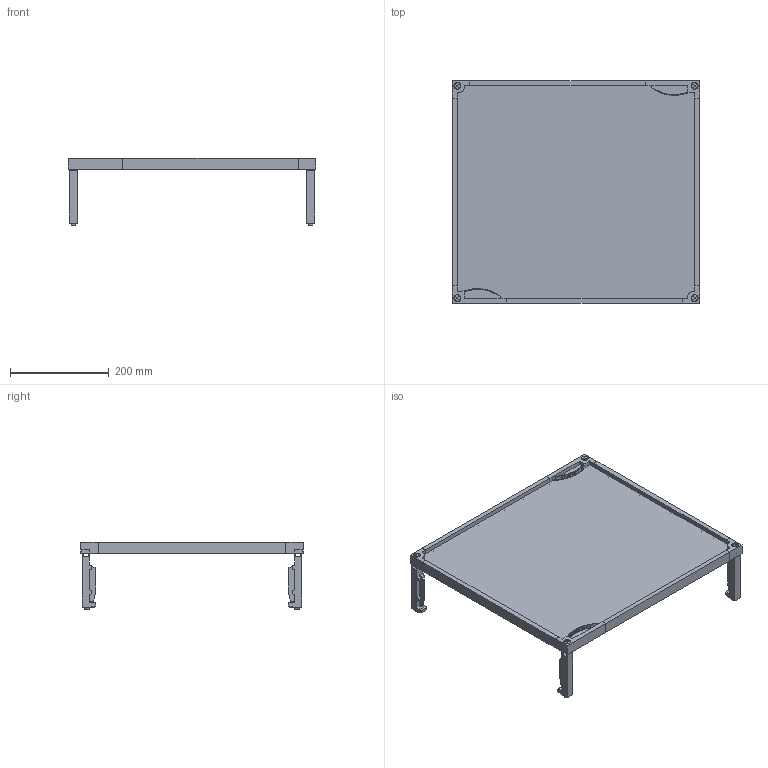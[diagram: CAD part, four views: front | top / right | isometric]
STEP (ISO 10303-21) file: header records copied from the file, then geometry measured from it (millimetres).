
FILE_DESCRIPTION(('STEP AP214'),'1');
FILE_NAME('cctmp_74794AEE-413F-47E8-B946-2C34634F0072_2023_07_22_14_13_49_0765..stp','2023-07-22T12:13:50',('SIEMENS A&D'),('CADClick - www.CADClick.com'),'Spatial InterOp 3D postprocessed',' ','unknown authorization');
FILE_SCHEMA(('AUTOMOTIVE_DESIGN'));
Length unit declared in the file: millimetre
Products named in the file (11): cc_unnamed; 2023_07_22_14_13_49_0725; 2023_07_22_14_13_49_0721; 2023_07_22_14_13_49_0717; 2023_07_22_14_13_49_0713; 2023_07_22_14_13_49_0709; 2023_07_22_14_13_49_0705; 2023_07_22_14_13_49_0701; 2023_07_22_14_13_49_0697; 2023_07_22_14_13_49_0693; 2023_07_22_14_13_49_0689
Assembly tree (10 placements, depth 2):
  cc_unnamed
    2023_07_22_14_13_49_0725
    2023_07_22_14_13_49_0721
    2023_07_22_14_13_49_0717
    2023_07_22_14_13_49_0713
    2023_07_22_14_13_49_0709
    2023_07_22_14_13_49_0705
    2023_07_22_14_13_49_0701
    2023_07_22_14_13_49_0697
    2023_07_22_14_13_49_0693
    2023_07_22_14_13_49_0689
Bounding box: 500 x 450 x 137.23 mm (x, y, z)
Volume: 1022937.8 mm3; surface area: 644598.7 mm2
Topology: 10 solids, 10 shells, 730 faces, 1974 edges, 1300 vertices
Faces by surface type: plane 542, cylinder 164, torus 16, cone 8
Entity records: 25285 total; most frequent: CARTESIAN_POINT 4103, ORIENTED_EDGE 3948, DIRECTION 3800, EDGE_CURVE 1974, LINE 1582, VECTOR 1582, VERTEX_POINT 1300, AXIS2_PLACEMENT_3D 1109
